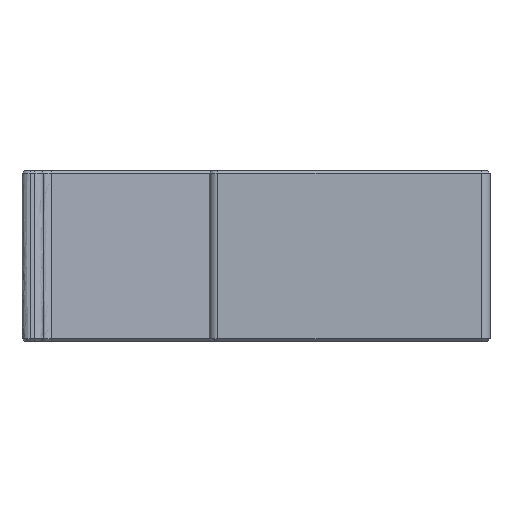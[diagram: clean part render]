
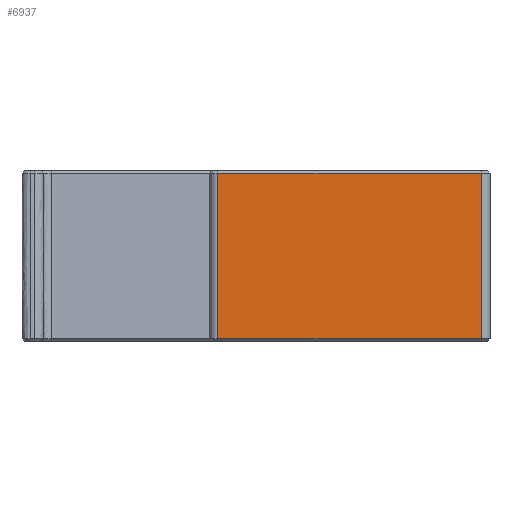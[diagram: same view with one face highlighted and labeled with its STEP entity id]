
A CAD part, front view. The second image highlights one B-rep face of the part: STEP entity #6937.
In plain terms, the highlighted planar face has unit normal (0, -1, 0).
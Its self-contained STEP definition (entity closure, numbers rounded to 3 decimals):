
#1704 = PLANE('',#1705);
#1705 = AXIS2_PLACEMENT_3D('',#1706,#1707,#1708);
#1706 = CARTESIAN_POINT('',(59.,-4.75,0.25));
#1707 = DIRECTION('',(0.,-0.707,-0.707));
#1708 = DIRECTION('',(1.,-0.,-0.));
#3476 = VERTEX_POINT('',#3477);
#3477 = CARTESIAN_POINT('',(59.,-5.,0.5));
#3498 = ( BOUNDED_SURFACE() B_SPLINE_SURFACE(2,2,(
    (#3499,#3500,#3501,#3502,#3503)
    ,(#3504,#3505,#3506,#3507,#3508)
    ,(#3509,#3510,#3511,#3512,#3513
)),.UNSPECIFIED.,.F.,.F.,.F.) B_SPLINE_SURFACE_WITH_KNOTS((3,3),(3,1,1,3
    ),(0.,40.),(-2.448,0.,40.,42.448),.UNSPECIFIED.) 
GEOMETRIC_REPRESENTATION_ITEM() RATIONAL_B_SPLINE_SURFACE((
    (1.,1.,1.,1.,1.)
    ,(0.707,0.707,0.707,0.707
      ,0.707)
,(1.,1.,1.,1.,1.))) REPRESENTATION_ITEM('') SURFACE() );
#3499 = CARTESIAN_POINT('',(61.,-3.,-2.448));
#3500 = CARTESIAN_POINT('',(61.,-3.,-1.224));
#3501 = CARTESIAN_POINT('',(61.,-3.,20.));
#3502 = CARTESIAN_POINT('',(61.,-3.,41.224));
#3503 = CARTESIAN_POINT('',(61.,-3.,42.448));
#3504 = CARTESIAN_POINT('',(61.,-5.,-2.448));
#3505 = CARTESIAN_POINT('',(61.,-5.,-1.224));
#3506 = CARTESIAN_POINT('',(61.,-5.,20.));
#3507 = CARTESIAN_POINT('',(61.,-5.,41.224));
#3508 = CARTESIAN_POINT('',(61.,-5.,42.448));
#3509 = CARTESIAN_POINT('',(59.,-5.,-2.448));
#3510 = CARTESIAN_POINT('',(59.,-5.,-1.224));
#3511 = CARTESIAN_POINT('',(59.,-5.,20.));
#3512 = CARTESIAN_POINT('',(59.,-5.,41.224));
#3513 = CARTESIAN_POINT('',(59.,-5.,42.448));
#3606 = VERTEX_POINT('',#3607);
#3607 = CARTESIAN_POINT('',(-3.,-5.,0.5));
#3627 = EDGE_CURVE('',#3476,#3606,#3628,.T.);
#3628 = SURFACE_CURVE('',#3629,(#3633,#3640),.PCURVE_S1.);
#3629 = LINE('',#3630,#3631);
#3630 = CARTESIAN_POINT('',(59.,-5.,0.5));
#3631 = VECTOR('',#3632,1.);
#3632 = DIRECTION('',(-1.,0.,0.));
#3633 = PCURVE('',#1704,#3634);
#3634 = DEFINITIONAL_REPRESENTATION('',(#3635),#3639);
#3635 = LINE('',#3636,#3637);
#3636 = CARTESIAN_POINT('',(-0.,0.354));
#3637 = VECTOR('',#3638,1.);
#3638 = DIRECTION('',(-1.,0.));
#3639 = ( GEOMETRIC_REPRESENTATION_CONTEXT(2) 
PARAMETRIC_REPRESENTATION_CONTEXT() REPRESENTATION_CONTEXT('2D SPACE',''
  ) );
#3640 = PCURVE('',#3641,#3646);
#3641 = PLANE('',#3642);
#3642 = AXIS2_PLACEMENT_3D('',#3643,#3644,#3645);
#3643 = CARTESIAN_POINT('',(61.,-5.,40.));
#3644 = DIRECTION('',(0.,1.,0.));
#3645 = DIRECTION('',(-1.,0.,0.));
#3646 = DEFINITIONAL_REPRESENTATION('',(#3647),#3651);
#3647 = LINE('',#3648,#3649);
#3648 = CARTESIAN_POINT('',(2.,-39.5));
#3649 = VECTOR('',#3650,1.);
#3650 = DIRECTION('',(1.,0.));
#3651 = ( GEOMETRIC_REPRESENTATION_CONTEXT(2) 
PARAMETRIC_REPRESENTATION_CONTEXT() REPRESENTATION_CONTEXT('2D SPACE',''
  ) );
#3758 = ( BOUNDED_SURFACE() B_SPLINE_SURFACE(2,2,(
    (#3759,#3760,#3761,#3762,#3763)
    ,(#3764,#3765,#3766,#3767,#3768)
    ,(#3769,#3770,#3771,#3772,#3773
)),.UNSPECIFIED.,.F.,.F.,.F.) B_SPLINE_SURFACE_WITH_KNOTS((3,3),(3,1,1,3
    ),(0.,40.),(-2.448,0.,40.,42.448),.UNSPECIFIED.) 
GEOMETRIC_REPRESENTATION_ITEM() RATIONAL_B_SPLINE_SURFACE((
    (1.,1.,1.,1.,1.)
    ,(0.707,0.707,0.707,0.707
      ,0.707)
,(1.,1.,1.,1.,1.))) REPRESENTATION_ITEM('') SURFACE() );
#3759 = CARTESIAN_POINT('',(-3.,-5.,-2.448));
#3760 = CARTESIAN_POINT('',(-3.,-5.,-1.224));
#3761 = CARTESIAN_POINT('',(-3.,-5.,20.));
#3762 = CARTESIAN_POINT('',(-3.,-5.,41.224));
#3763 = CARTESIAN_POINT('',(-3.,-5.,42.448));
#3764 = CARTESIAN_POINT('',(-5.,-5.,-2.448));
#3765 = CARTESIAN_POINT('',(-5.,-5.,-1.224));
#3766 = CARTESIAN_POINT('',(-5.,-5.,20.));
#3767 = CARTESIAN_POINT('',(-5.,-5.,41.224));
#3768 = CARTESIAN_POINT('',(-5.,-5.,42.448));
#3769 = CARTESIAN_POINT('',(-5.,-3.,-2.448));
#3770 = CARTESIAN_POINT('',(-5.,-3.,-1.224));
#3771 = CARTESIAN_POINT('',(-5.,-3.,20.));
#3772 = CARTESIAN_POINT('',(-5.,-3.,41.224));
#3773 = CARTESIAN_POINT('',(-5.,-3.,42.448));
#6795 = EDGE_CURVE('',#3476,#6796,#6798,.T.);
#6796 = VERTEX_POINT('',#6797);
#6797 = CARTESIAN_POINT('',(59.,-5.,39.5));
#6798 = SURFACE_CURVE('',#6799,(#6805,#6812),.PCURVE_S1.);
#6799 = B_SPLINE_CURVE_WITH_KNOTS('',2,(#6800,#6801,#6802,#6803,#6804),
  .UNSPECIFIED.,.F.,.F.,(3,1,1,3),(-2.448,0.,40.,42.448)
  ,.UNSPECIFIED.);
#6800 = CARTESIAN_POINT('',(59.,-5.,-2.448));
#6801 = CARTESIAN_POINT('',(59.,-5.,-1.224));
#6802 = CARTESIAN_POINT('',(59.,-5.,20.));
#6803 = CARTESIAN_POINT('',(59.,-5.,41.224));
#6804 = CARTESIAN_POINT('',(59.,-5.,42.448));
#6805 = PCURVE('',#3498,#6806);
#6806 = DEFINITIONAL_REPRESENTATION('',(#6807),#6811);
#6807 = LINE('',#6808,#6809);
#6808 = CARTESIAN_POINT('',(40.,0.));
#6809 = VECTOR('',#6810,1.);
#6810 = DIRECTION('',(0.,1.));
#6811 = ( GEOMETRIC_REPRESENTATION_CONTEXT(2) 
PARAMETRIC_REPRESENTATION_CONTEXT() REPRESENTATION_CONTEXT('2D SPACE',''
  ) );
#6812 = PCURVE('',#3641,#6813);
#6813 = DEFINITIONAL_REPRESENTATION('',(#6814),#6820);
#6814 = B_SPLINE_CURVE_WITH_KNOTS('',2,(#6815,#6816,#6817,#6818,#6819),
  .UNSPECIFIED.,.F.,.F.,(3,1,1,3),(-2.448,0.,40.,42.448)
  ,.UNSPECIFIED.);
#6815 = CARTESIAN_POINT('',(2.,-42.448));
#6816 = CARTESIAN_POINT('',(2.,-41.224));
#6817 = CARTESIAN_POINT('',(2.,-20.));
#6818 = CARTESIAN_POINT('',(2.,1.224));
#6819 = CARTESIAN_POINT('',(2.,2.448));
#6820 = ( GEOMETRIC_REPRESENTATION_CONTEXT(2) 
PARAMETRIC_REPRESENTATION_CONTEXT() REPRESENTATION_CONTEXT('2D SPACE',''
  ) );
#6937 = ADVANCED_FACE('',(#6938),#3641,.F.);
#6938 = FACE_BOUND('',#6939,.F.);
#6939 = EDGE_LOOP('',(#6940,#6967,#6993,#6994));
#6940 = ORIENTED_EDGE('',*,*,#6941,.T.);
#6941 = EDGE_CURVE('',#3606,#6942,#6944,.T.);
#6942 = VERTEX_POINT('',#6943);
#6943 = CARTESIAN_POINT('',(-3.,-5.,39.5));
#6944 = SURFACE_CURVE('',#6945,(#6951,#6960),.PCURVE_S1.);
#6945 = B_SPLINE_CURVE_WITH_KNOTS('',2,(#6946,#6947,#6948,#6949,#6950),
  .UNSPECIFIED.,.F.,.F.,(3,1,1,3),(-2.448,0.,40.,42.448
    ),.UNSPECIFIED.);
#6946 = CARTESIAN_POINT('',(-3.,-5.,-2.448));
#6947 = CARTESIAN_POINT('',(-3.,-5.,-1.224));
#6948 = CARTESIAN_POINT('',(-3.,-5.,20.));
#6949 = CARTESIAN_POINT('',(-3.,-5.,41.224));
#6950 = CARTESIAN_POINT('',(-3.,-5.,42.448));
#6951 = PCURVE('',#3641,#6952);
#6952 = DEFINITIONAL_REPRESENTATION('',(#6953),#6959);
#6953 = B_SPLINE_CURVE_WITH_KNOTS('',2,(#6954,#6955,#6956,#6957,#6958),
  .UNSPECIFIED.,.F.,.F.,(3,1,1,3),(-2.448,0.,40.,42.448
    ),.UNSPECIFIED.);
#6954 = CARTESIAN_POINT('',(64.,-42.448));
#6955 = CARTESIAN_POINT('',(64.,-41.224));
#6956 = CARTESIAN_POINT('',(64.,-20.));
#6957 = CARTESIAN_POINT('',(64.,1.224));
#6958 = CARTESIAN_POINT('',(64.,2.448));
#6959 = ( GEOMETRIC_REPRESENTATION_CONTEXT(2) 
PARAMETRIC_REPRESENTATION_CONTEXT() REPRESENTATION_CONTEXT('2D SPACE',''
  ) );
#6960 = PCURVE('',#3758,#6961);
#6961 = DEFINITIONAL_REPRESENTATION('',(#6962),#6966);
#6962 = LINE('',#6963,#6964);
#6963 = CARTESIAN_POINT('',(0.,0.));
#6964 = VECTOR('',#6965,1.);
#6965 = DIRECTION('',(0.,1.));
#6966 = ( GEOMETRIC_REPRESENTATION_CONTEXT(2) 
PARAMETRIC_REPRESENTATION_CONTEXT() REPRESENTATION_CONTEXT('2D SPACE',''
  ) );
#6967 = ORIENTED_EDGE('',*,*,#6968,.F.);
#6968 = EDGE_CURVE('',#6796,#6942,#6969,.T.);
#6969 = SURFACE_CURVE('',#6970,(#6974,#6981),.PCURVE_S1.);
#6970 = LINE('',#6971,#6972);
#6971 = CARTESIAN_POINT('',(59.,-5.,39.5));
#6972 = VECTOR('',#6973,1.);
#6973 = DIRECTION('',(-1.,0.,0.));
#6974 = PCURVE('',#3641,#6975);
#6975 = DEFINITIONAL_REPRESENTATION('',(#6976),#6980);
#6976 = LINE('',#6977,#6978);
#6977 = CARTESIAN_POINT('',(2.,-0.5));
#6978 = VECTOR('',#6979,1.);
#6979 = DIRECTION('',(1.,0.));
#6980 = ( GEOMETRIC_REPRESENTATION_CONTEXT(2) 
PARAMETRIC_REPRESENTATION_CONTEXT() REPRESENTATION_CONTEXT('2D SPACE',''
  ) );
#6981 = PCURVE('',#6982,#6987);
#6982 = PLANE('',#6983);
#6983 = AXIS2_PLACEMENT_3D('',#6984,#6985,#6986);
#6984 = CARTESIAN_POINT('',(59.,-4.75,39.75));
#6985 = DIRECTION('',(0.,0.707,-0.707));
#6986 = DIRECTION('',(-1.,0.,0.));
#6987 = DEFINITIONAL_REPRESENTATION('',(#6988),#6992);
#6988 = LINE('',#6989,#6990);
#6989 = CARTESIAN_POINT('',(-0.,-0.354));
#6990 = VECTOR('',#6991,1.);
#6991 = DIRECTION('',(1.,0.));
#6992 = ( GEOMETRIC_REPRESENTATION_CONTEXT(2) 
PARAMETRIC_REPRESENTATION_CONTEXT() REPRESENTATION_CONTEXT('2D SPACE',''
  ) );
#6993 = ORIENTED_EDGE('',*,*,#6795,.F.);
#6994 = ORIENTED_EDGE('',*,*,#3627,.T.);
